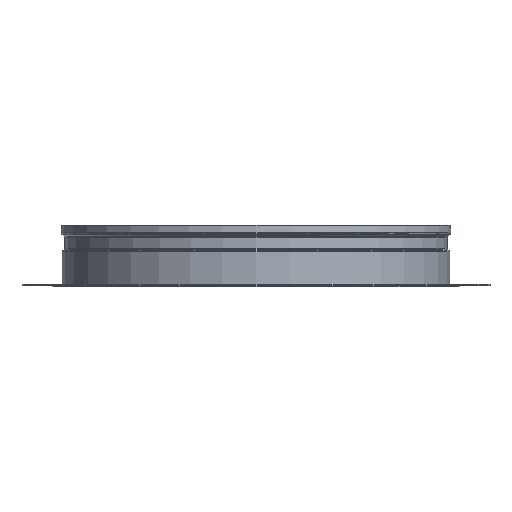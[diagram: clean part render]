
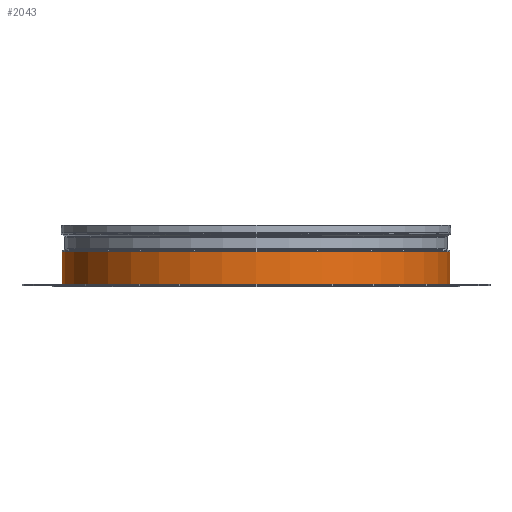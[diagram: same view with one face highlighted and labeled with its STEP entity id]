
A CAD part, left-side view. The second image highlights one B-rep face of the part: STEP entity #2043.
In plain terms, the highlighted cylindrical face has radius 176 mm (diameter 352 mm), a partial arc.
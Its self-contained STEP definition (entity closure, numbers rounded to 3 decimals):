
#40 = CARTESIAN_POINT ( 'NONE',  ( 0., -79.498, 176. ) ) ;
#97 = CARTESIAN_POINT ( 'NONE',  ( 0., -31.658, 176. ) ) ;
#158 = FACE_OUTER_BOUND ( 'NONE', #588, .T. ) ;
#171 = VECTOR ( 'NONE', #1627, 1000. ) ;
#178 = EDGE_CURVE ( 'NONE', #1918, #1874, #748, .T. ) ;
#238 = CIRCLE ( 'NONE', #306, 176. ) ;
#306 = AXIS2_PLACEMENT_3D ( 'NONE', #578, #1765, #1989 ) ;
#316 = CARTESIAN_POINT ( 'NONE',  ( 0., -31.658, -176. ) ) ;
#359 = CIRCLE ( 'NONE', #2044, 176. ) ;
#366 = AXIS2_PLACEMENT_3D ( 'NONE', #1269, #396, #744 ) ;
#396 = DIRECTION ( 'NONE',  ( 0., -1., 0. ) ) ;
#463 = DIRECTION ( 'NONE',  ( 0., 0., -1. ) ) ;
#525 = VERTEX_POINT ( 'NONE', #316 ) ;
#578 = CARTESIAN_POINT ( 'NONE',  ( 0., -31.658, 0. ) ) ;
#588 = EDGE_LOOP ( 'NONE', ( #1600, #2004, #872, #1641 ) ) ;
#636 = CARTESIAN_POINT ( 'NONE',  ( 0., -1.6, 0. ) ) ;
#668 = CARTESIAN_POINT ( 'NONE',  ( 0., -1.6, -176. ) ) ;
#701 = CYLINDRICAL_SURFACE ( 'NONE', #366, 176. ) ;
#744 = DIRECTION ( 'NONE',  ( 0., 0., -1. ) ) ;
#748 = LINE ( 'NONE', #40, #2181 ) ;
#781 = EDGE_CURVE ( 'NONE', #1918, #888, #359, .T. ) ;
#872 = ORIENTED_EDGE ( 'NONE', *, *, #1692, .T. ) ;
#888 = VERTEX_POINT ( 'NONE', #668 ) ;
#1267 = DIRECTION ( 'NONE',  ( 0., -1., 0. ) ) ;
#1269 = CARTESIAN_POINT ( 'NONE',  ( 0., -79.498, 0. ) ) ;
#1435 = LINE ( 'NONE', #1767, #171 ) ;
#1515 = DIRECTION ( 'NONE',  ( 0., -1., 0. ) ) ;
#1569 = CARTESIAN_POINT ( 'NONE',  ( 0., -1.6, 176. ) ) ;
#1600 = ORIENTED_EDGE ( 'NONE', *, *, #178, .F. ) ;
#1627 = DIRECTION ( 'NONE',  ( 0., -1., 0. ) ) ;
#1641 = ORIENTED_EDGE ( 'NONE', *, *, #2042, .F. ) ;
#1692 = EDGE_CURVE ( 'NONE', #888, #525, #1435, .T. ) ;
#1765 = DIRECTION ( 'NONE',  ( 0., -1., 0. ) ) ;
#1767 = CARTESIAN_POINT ( 'NONE',  ( 0., -79.498, -176. ) ) ;
#1874 = VERTEX_POINT ( 'NONE', #97 ) ;
#1918 = VERTEX_POINT ( 'NONE', #1569 ) ;
#1989 = DIRECTION ( 'NONE',  ( 0., 0., -1. ) ) ;
#2004 = ORIENTED_EDGE ( 'NONE', *, *, #781, .T. ) ;
#2042 = EDGE_CURVE ( 'NONE', #1874, #525, #238, .T. ) ;
#2043 = ADVANCED_FACE ( 'NONE', ( #158 ), #701, .T. ) ;
#2044 = AXIS2_PLACEMENT_3D ( 'NONE', #636, #1515, #463 ) ;
#2181 = VECTOR ( 'NONE', #1267, 1000. ) ;
